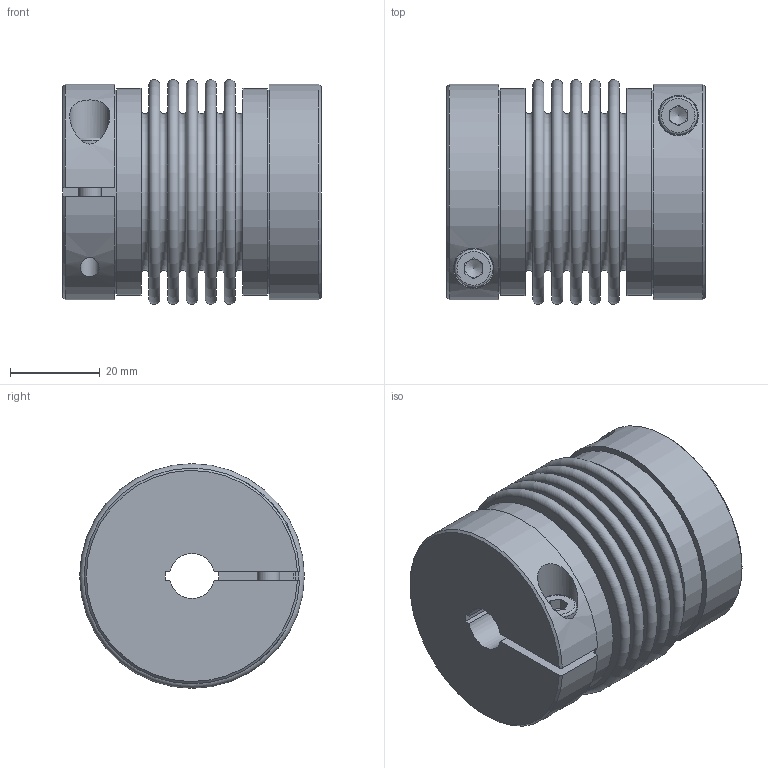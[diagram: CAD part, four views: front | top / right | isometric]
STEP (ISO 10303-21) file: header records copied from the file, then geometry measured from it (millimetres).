
FILE_DESCRIPTION( ( 'Unknown' ), '1' );
FILE_NAME( 'MKP 25.stp', 'Unknown', ( 'Unknown' ), ( 'Unknown' ), 'PSStep 10.1', 'Unknown', ' ' );
FILE_SCHEMA( ( 'AUTOMOTIVE_DESIGN { 1 0 10303 214 1 1 1 1 }' ) );
Length unit declared in the file: millimetre
Products named in the file (1): 21221018-oa1
Bounding box: 57.5 x 50 x 50 mm (x, y, z)
Volume: 60397.2 mm3; surface area: 39635.5 mm2
Topology: 1 solids, 1 shells, 124 faces, 263 edges, 171 vertices
Faces by surface type: plane 74, torus 24, cylinder 22, cone 4
Full cylindrical faces by diameter (mm): 4.2 x2, 5 x2, 5.4 x2, 8.5 x2, 9 x2, 46.1 x2
Entity records: 4292 total; most frequent: CARTESIAN_POINT 745, DIRECTION 558, ORIENTED_EDGE 420, AXIS2_PLACEMENT_3D 227, EDGE_CURVE 210, EDGE_LOOP 198, FACE_OUTER_BOUND 160, VERTEX_POINT 158
